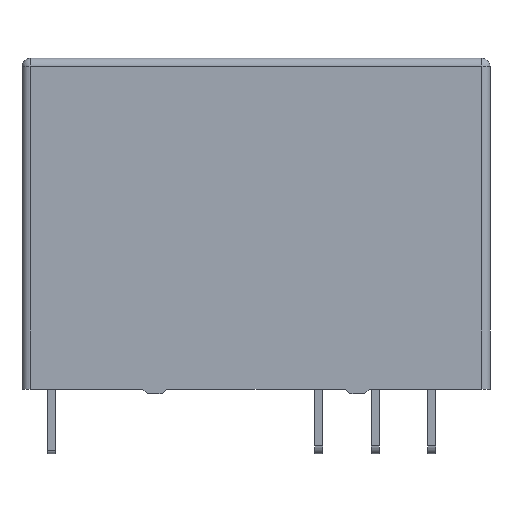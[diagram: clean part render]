
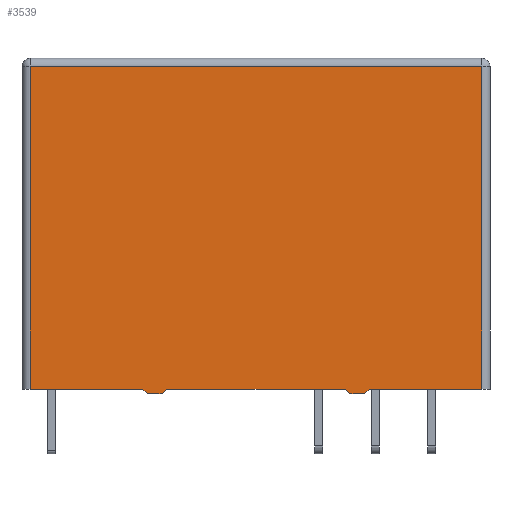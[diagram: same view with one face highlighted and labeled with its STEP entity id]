
A CAD part, front view. The second image highlights one B-rep face of the part: STEP entity #3539.
In plain terms, the highlighted planar face has unit normal (0, -1, 0).
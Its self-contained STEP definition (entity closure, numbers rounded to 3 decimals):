
#358 = CARTESIAN_POINT ( 'NONE',  ( 6.719, -6.35, -0.3 ) ) ;
#517 = FACE_OUTER_BOUND ( 'NONE', #9161, .T. ) ;
#576 = VERTEX_POINT ( 'NONE', #3969 ) ;
#633 = VERTEX_POINT ( 'NONE', #7760 ) ;
#1060 = LINE ( 'NONE', #15419, #12728 ) ;
#1490 = DIRECTION ( 'NONE',  ( 0.707, 0., 0.707 ) ) ;
#1575 = ORIENTED_EDGE ( 'NONE', *, *, #16877, .T. ) ;
#1736 = CARTESIAN_POINT ( 'NONE',  ( -14.5, -6.35, 0. ) ) ;
#1853 = CARTESIAN_POINT ( 'NONE',  ( -14.5, -6.35, 0. ) ) ;
#1890 = PLANE ( 'NONE',  #8528 ) ;
#2335 = VECTOR ( 'NONE', #9195, 1000. ) ;
#2377 = VERTEX_POINT ( 'NONE', #6488 ) ;
#2543 = DIRECTION ( 'NONE',  ( 1., 0., 0. ) ) ;
#2602 = EDGE_CURVE ( 'NONE', #4912, #5744, #4739, .T. ) ;
#2606 = DIRECTION ( 'NONE',  ( 0.707, 0., -0.707 ) ) ;
#2811 = VECTOR ( 'NONE', #15865, 1000. ) ;
#3065 = CARTESIAN_POINT ( 'NONE',  ( 14., -6.35, 20. ) ) ;
#3193 = VECTOR ( 'NONE', #2543, 1000. ) ;
#3539 = ADVANCED_FACE ( 'NONE', ( #517 ), #1890, .F. ) ;
#3969 = CARTESIAN_POINT ( 'NONE',  ( -14., -6.35, 0. ) ) ;
#3984 = EDGE_CURVE ( 'NONE', #576, #9969, #12514, .T. ) ;
#4055 = ORIENTED_EDGE ( 'NONE', *, *, #12152, .T. ) ;
#4135 = EDGE_CURVE ( 'NONE', #9969, #2377, #5544, .T. ) ;
#4254 = LINE ( 'NONE', #16179, #13370 ) ;
#4359 = LINE ( 'NONE', #358, #13536 ) ;
#4739 = LINE ( 'NONE', #9803, #13104 ) ;
#4789 = VECTOR ( 'NONE', #13575, 1000. ) ;
#4912 = VERTEX_POINT ( 'NONE', #5136 ) ;
#4924 = CARTESIAN_POINT ( 'NONE',  ( -7.019, -6.35, 0. ) ) ;
#5107 = LINE ( 'NONE', #10500, #7681 ) ;
#5136 = CARTESIAN_POINT ( 'NONE',  ( 7.019, -6.35, 0. ) ) ;
#5257 = VECTOR ( 'NONE', #2606, 1000. ) ;
#5386 = CARTESIAN_POINT ( 'NONE',  ( -7.019, -6.35, 0. ) ) ;
#5407 = LINE ( 'NONE', #10642, #2811 ) ;
#5472 = CARTESIAN_POINT ( 'NONE',  ( -5.519, -6.35, 0. ) ) ;
#5544 = LINE ( 'NONE', #5386, #5257 ) ;
#5744 = VERTEX_POINT ( 'NONE', #15674 ) ;
#6234 = CARTESIAN_POINT ( 'NONE',  ( -14.5, -6.35, 20.5 ) ) ;
#6259 = DIRECTION ( 'NONE',  ( 0.707, 0., -0.707 ) ) ;
#6451 = ORIENTED_EDGE ( 'NONE', *, *, #3984, .T. ) ;
#6488 = CARTESIAN_POINT ( 'NONE',  ( -6.719, -6.35, -0.3 ) ) ;
#6544 = LINE ( 'NONE', #13056, #3193 ) ;
#6955 = LINE ( 'NONE', #12159, #9703 ) ;
#7247 = VERTEX_POINT ( 'NONE', #11258 ) ;
#7317 = ORIENTED_EDGE ( 'NONE', *, *, #10843, .T. ) ;
#7681 = VECTOR ( 'NONE', #16951, 1000. ) ;
#7760 = CARTESIAN_POINT ( 'NONE',  ( 6.719, -6.35, -0.3 ) ) ;
#7894 = CARTESIAN_POINT ( 'NONE',  ( -5.819, -6.35, -0.3 ) ) ;
#7988 = ORIENTED_EDGE ( 'NONE', *, *, #2602, .T. ) ;
#8013 = VERTEX_POINT ( 'NONE', #14055 ) ;
#8127 = ORIENTED_EDGE ( 'NONE', *, *, #11971, .F. ) ;
#8528 = AXIS2_PLACEMENT_3D ( 'NONE', #6234, #12582, #16446 ) ;
#8993 = DIRECTION ( 'NONE',  ( 0., 0., -1. ) ) ;
#9161 = EDGE_LOOP ( 'NONE', ( #6451, #9893, #12595, #7317, #10702, #15774, #8127, #4055, #7988, #13683, #1575, #16914 ) ) ;
#9195 = DIRECTION ( 'NONE',  ( -1., 0., 0. ) ) ;
#9494 = DIRECTION ( 'NONE',  ( 0.707, 0., 0.707 ) ) ;
#9703 = VECTOR ( 'NONE', #6259, 1000. ) ;
#9803 = CARTESIAN_POINT ( 'NONE',  ( -14.5, -6.35, 0. ) ) ;
#9893 = ORIENTED_EDGE ( 'NONE', *, *, #4135, .T. ) ;
#9968 = DIRECTION ( 'NONE',  ( 1., 0., 0. ) ) ;
#9969 = VERTEX_POINT ( 'NONE', #4924 ) ;
#10264 = EDGE_CURVE ( 'NONE', #2377, #11317, #6544, .T. ) ;
#10500 = CARTESIAN_POINT ( 'NONE',  ( 14., -6.35, 20.5 ) ) ;
#10642 = CARTESIAN_POINT ( 'NONE',  ( -14.5, -6.35, 20. ) ) ;
#10702 = ORIENTED_EDGE ( 'NONE', *, *, #12608, .T. ) ;
#10843 = EDGE_CURVE ( 'NONE', #11317, #13611, #4254, .T. ) ;
#10985 = LINE ( 'NONE', #1853, #4789 ) ;
#11258 = CARTESIAN_POINT ( 'NONE',  ( 5.519, -6.35, 0. ) ) ;
#11317 = VERTEX_POINT ( 'NONE', #7894 ) ;
#11691 = CARTESIAN_POINT ( 'NONE',  ( 7.019, -6.35, -0.3 ) ) ;
#11971 = EDGE_CURVE ( 'NONE', #633, #16661, #14198, .T. ) ;
#12152 = EDGE_CURVE ( 'NONE', #633, #4912, #4359, .T. ) ;
#12159 = CARTESIAN_POINT ( 'NONE',  ( 5.819, -6.35, -0.3 ) ) ;
#12411 = DIRECTION ( 'NONE',  ( 1., 0., 0. ) ) ;
#12514 = LINE ( 'NONE', #1736, #14264 ) ;
#12582 = DIRECTION ( 'NONE',  ( 0., 1., 0. ) ) ;
#12595 = ORIENTED_EDGE ( 'NONE', *, *, #10264, .T. ) ;
#12608 = EDGE_CURVE ( 'NONE', #13611, #7247, #10985, .T. ) ;
#12728 = VECTOR ( 'NONE', #8993, 1000. ) ;
#13056 = CARTESIAN_POINT ( 'NONE',  ( -7.019, -6.35, -0.3 ) ) ;
#13104 = VECTOR ( 'NONE', #9968, 1000. ) ;
#13370 = VECTOR ( 'NONE', #9494, 1000. ) ;
#13443 = EDGE_CURVE ( 'NONE', #7247, #16661, #6955, .T. ) ;
#13536 = VECTOR ( 'NONE', #1490, 1000. ) ;
#13575 = DIRECTION ( 'NONE',  ( 1., 0., 0. ) ) ;
#13611 = VERTEX_POINT ( 'NONE', #5472 ) ;
#13683 = ORIENTED_EDGE ( 'NONE', *, *, #15476, .T. ) ;
#14055 = CARTESIAN_POINT ( 'NONE',  ( -14., -6.35, 20. ) ) ;
#14198 = LINE ( 'NONE', #11691, #2335 ) ;
#14264 = VECTOR ( 'NONE', #12411, 1000. ) ;
#14322 = VERTEX_POINT ( 'NONE', #3065 ) ;
#15287 = CARTESIAN_POINT ( 'NONE',  ( 5.819, -6.35, -0.3 ) ) ;
#15419 = CARTESIAN_POINT ( 'NONE',  ( -14., -6.35, 20.5 ) ) ;
#15476 = EDGE_CURVE ( 'NONE', #5744, #14322, #5107, .T. ) ;
#15674 = CARTESIAN_POINT ( 'NONE',  ( 14., -6.35, 0. ) ) ;
#15774 = ORIENTED_EDGE ( 'NONE', *, *, #13443, .T. ) ;
#15865 = DIRECTION ( 'NONE',  ( -1., 0., 0. ) ) ;
#16131 = EDGE_CURVE ( 'NONE', #8013, #576, #1060, .T. ) ;
#16179 = CARTESIAN_POINT ( 'NONE',  ( -5.519, -6.35, 0. ) ) ;
#16446 = DIRECTION ( 'NONE',  ( 0., 0., 1. ) ) ;
#16661 = VERTEX_POINT ( 'NONE', #15287 ) ;
#16877 = EDGE_CURVE ( 'NONE', #14322, #8013, #5407, .T. ) ;
#16914 = ORIENTED_EDGE ( 'NONE', *, *, #16131, .T. ) ;
#16951 = DIRECTION ( 'NONE',  ( 0., 0., 1. ) ) ;
